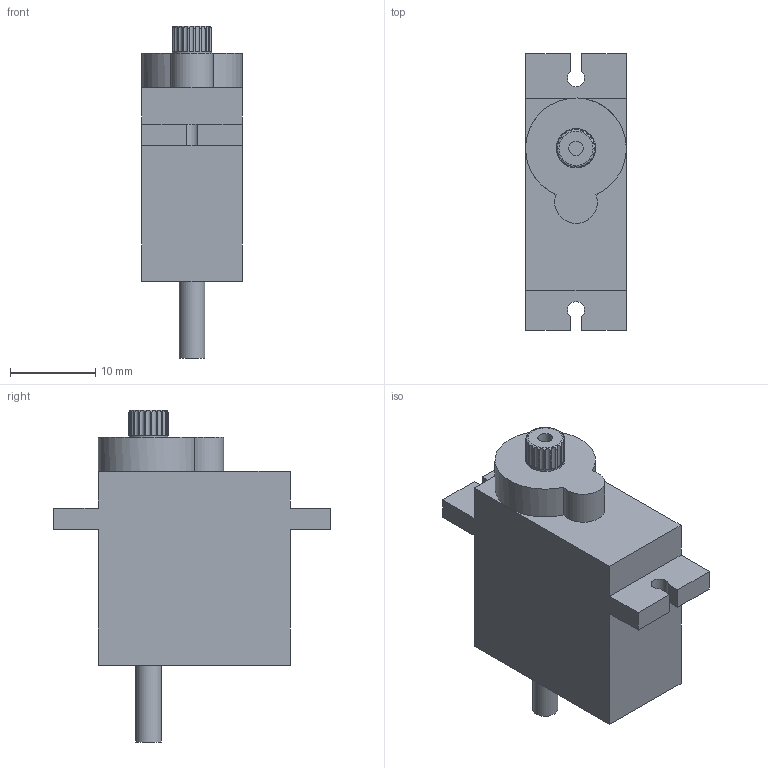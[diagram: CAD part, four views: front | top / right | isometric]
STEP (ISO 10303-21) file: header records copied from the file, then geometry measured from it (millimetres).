
FILE_DESCRIPTION(('FreeCAD Model'),'2;1');
FILE_NAME('sg90.step', '2017-07-07T11:19:17',('Author'),(''), 'Open CASCADE STEP processor 6.8','FreeCAD','Unknown');
FILE_SCHEMA(('AUTOMOTIVE_DESIGN_CC2 { 1 2 10303 214 -1 1 5 4 }'));
Length unit declared in the file: millimetre
Products named in the file (1): Pad
Bounding box: 11.8 x 32.4 x 38.9 mm (x, y, z)
Volume: 6873.6 mm3; surface area: 2733.9 mm2
Topology: 1 solids, 1 shells, 79 faces, 223 edges, 150 vertices
Faces by surface type: plane 51, cylinder 27, torus 1
Full cylindrical faces by diameter (mm): 1.7 x1, 3 x1, 4.6 x1
Entity records: 20207 total; most frequent: CARTESIAN_POINT 15957, DIRECTION 736, ORIENTED_EDGE 446, PCURVE 446, DEFINITIONAL_REPRESENTATION 446, LINE 347, VECTOR 347, EDGE_CURVE 223
